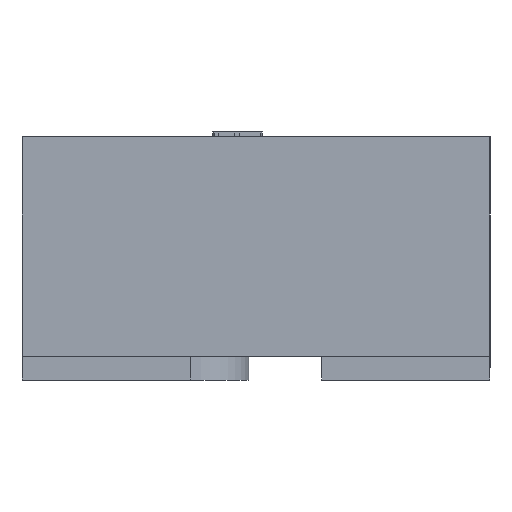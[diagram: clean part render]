
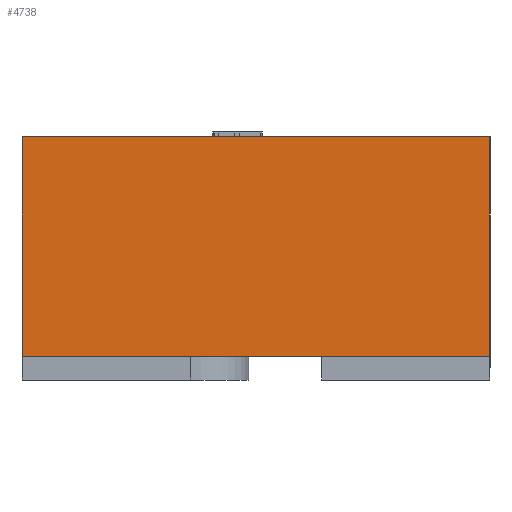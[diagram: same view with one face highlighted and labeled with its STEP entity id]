
A CAD part, left-side view. The second image highlights one B-rep face of the part: STEP entity #4738.
In plain terms, the highlighted planar face has unit normal (-1, 0, 0).
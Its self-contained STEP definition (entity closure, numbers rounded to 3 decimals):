
#945 = VECTOR ( 'NONE', #7008, 1000. ) ;
#1368 = ORIENTED_EDGE ( 'NONE', *, *, #2596, .F. ) ;
#1723 = FACE_OUTER_BOUND ( 'NONE', #3887, .T. ) ;
#1736 = EDGE_CURVE ( 'NONE', #2790, #7750, #5819, .T. ) ;
#1978 = ORIENTED_EDGE ( 'NONE', *, *, #1736, .T. ) ;
#2133 = VECTOR ( 'NONE', #5302, 1000. ) ;
#2431 = CARTESIAN_POINT ( 'NONE',  ( -1.25, 0.5, 0.47 ) ) ;
#2486 = VECTOR ( 'NONE', #4357, 1000. ) ;
#2596 = EDGE_CURVE ( 'NONE', #5734, #7060, #6787, .T. ) ;
#2790 = VERTEX_POINT ( 'NONE', #5744 ) ;
#3047 = DIRECTION ( 'NONE',  ( 0., 1., 0. ) ) ;
#3145 = CARTESIAN_POINT ( 'NONE',  ( -1.25, -0.5, 0.47 ) ) ;
#3374 = CARTESIAN_POINT ( 'NONE',  ( -1.25, 0.5, 0.47 ) ) ;
#3887 = EDGE_LOOP ( 'NONE', ( #1978, #4014, #1368, #4364 ) ) ;
#4014 = ORIENTED_EDGE ( 'NONE', *, *, #4047, .F. ) ;
#4047 = EDGE_CURVE ( 'NONE', #7060, #7750, #4094, .T. ) ;
#4088 = CARTESIAN_POINT ( 'NONE',  ( -1.25, 0.5, 0.47 ) ) ;
#4094 = LINE ( 'NONE', #3145, #2486 ) ;
#4153 = AXIS2_PLACEMENT_3D ( 'NONE', #2431, #6665, #3047 ) ;
#4324 = CARTESIAN_POINT ( 'NONE',  ( -1.25, 0.5, 0. ) ) ;
#4357 = DIRECTION ( 'NONE',  ( 0., 0., -1. ) ) ;
#4364 = ORIENTED_EDGE ( 'NONE', *, *, #5521, .T. ) ;
#4738 = ADVANCED_FACE ( 'NONE', ( #1723 ), #7255, .F. ) ;
#5302 = DIRECTION ( 'NONE',  ( 0., -1., 0. ) ) ;
#5521 = EDGE_CURVE ( 'NONE', #5734, #2790, #7402, .T. ) ;
#5635 = VECTOR ( 'NONE', #7326, 1000. ) ;
#5734 = VERTEX_POINT ( 'NONE', #7099 ) ;
#5744 = CARTESIAN_POINT ( 'NONE',  ( -1.25, 0.5, 0. ) ) ;
#5798 = CARTESIAN_POINT ( 'NONE',  ( -1.25, -0.5, 0. ) ) ;
#5819 = LINE ( 'NONE', #4324, #5635 ) ;
#5873 = CARTESIAN_POINT ( 'NONE',  ( -1.25, -0.5, 0.47 ) ) ;
#6665 = DIRECTION ( 'NONE',  ( 1., 0., 0. ) ) ;
#6787 = LINE ( 'NONE', #4088, #2133 ) ;
#7008 = DIRECTION ( 'NONE',  ( 0., 0., -1. ) ) ;
#7060 = VERTEX_POINT ( 'NONE', #5873 ) ;
#7099 = CARTESIAN_POINT ( 'NONE',  ( -1.25, 0.5, 0.47 ) ) ;
#7255 = PLANE ( 'NONE',  #4153 ) ;
#7326 = DIRECTION ( 'NONE',  ( 0., -1., 0. ) ) ;
#7402 = LINE ( 'NONE', #3374, #945 ) ;
#7750 = VERTEX_POINT ( 'NONE', #5798 ) ;
